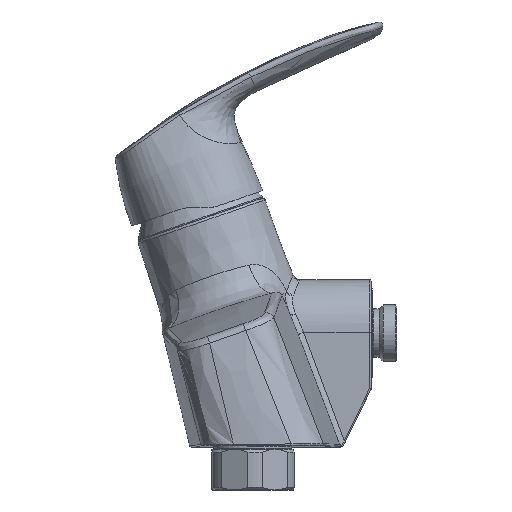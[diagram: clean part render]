
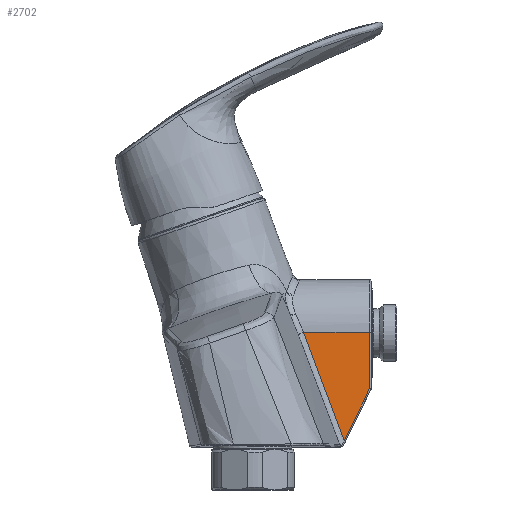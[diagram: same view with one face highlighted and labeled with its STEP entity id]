
A CAD part, left-side view. The second image highlights one B-rep face of the part: STEP entity #2702.
In plain terms, the highlighted planar face has unit normal (-1, 0, 0.018).
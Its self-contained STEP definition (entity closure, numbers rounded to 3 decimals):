
#631 = CARTESIAN_POINT ( 'NONE',  ( -20.587, -34.035, 18.384 ) ) ;
#796 = DIRECTION ( 'NONE',  ( 0.017, 0., 1. ) ) ;
#1267 = CARTESIAN_POINT ( 'NONE',  ( -20.587, -34.035, 18.384 ) ) ;
#1574 = DIRECTION ( 'NONE',  ( -0.016, 0.442, -0.897 ) ) ;
#2702 = ADVANCED_FACE ( 'NONE', ( #9964 ), #13086, .T. ) ;
#3187 = CARTESIAN_POINT ( 'NONE',  ( -19.89, -19.012, 58.295 ) ) ;
#3807 = B_SPLINE_CURVE_WITH_KNOTS ( 'NONE', 3,
 ( #1267, #6861, #8265, #17522 ),
 .UNSPECIFIED., .F., .F.,
 ( 4, 4 ),
 ( 0., 1. ),
 .UNSPECIFIED. ) ;
#5260 = AXIS2_PLACEMENT_3D ( 'NONE', #9005, #14375, #6239 ) ;
#5644 = VERTEX_POINT ( 'NONE', #3187 ) ;
#6205 = VECTOR ( 'NONE', #796, 1000. ) ;
#6239 = DIRECTION ( 'NONE',  ( 0.017, 0., 1. ) ) ;
#6433 = LINE ( 'NONE', #9142, #6205 ) ;
#6575 = EDGE_CURVE ( 'NONE', #5644, #15381, #15084, .T. ) ;
#6861 = CARTESIAN_POINT ( 'NONE',  ( -20.352, -29.371, 31.814 ) ) ;
#7018 = EDGE_LOOP ( 'NONE', ( #15641, #14591, #10241, #16417 ) ) ;
#7158 = VERTEX_POINT ( 'NONE', #631 ) ;
#7754 = EDGE_CURVE ( 'NONE', #11547, #7158, #13059, .T. ) ;
#8100 = EDGE_CURVE ( 'NONE', #7158, #5644, #3807, .T. ) ;
#8265 = CARTESIAN_POINT ( 'NONE',  ( -20.12, -24.362, 45.124 ) ) ;
#9005 = CARTESIAN_POINT ( 'NONE',  ( -19.89, 499885.839, 58.295 ) ) ;
#9142 = CARTESIAN_POINT ( 'NONE',  ( -19.89, -43.379, 58.295 ) ) ;
#9964 = FACE_OUTER_BOUND ( 'NONE', #7018, .T. ) ;
#10241 = ORIENTED_EDGE ( 'NONE', *, *, #8100, .F. ) ;
#10326 = CARTESIAN_POINT ( 'NONE',  ( -19.89, 499885.839, 58.295 ) ) ;
#10995 = EDGE_CURVE ( 'NONE', #11547, #15381, #6433, .T. ) ;
#11486 = CARTESIAN_POINT ( 'NONE',  ( -20.255, -43.379, 37.363 ) ) ;
#11547 = VERTEX_POINT ( 'NONE', #11486 ) ;
#12863 = VECTOR ( 'NONE', #1574, 1000. ) ;
#13059 = LINE ( 'NONE', #16448, #12863 ) ;
#13086 = PLANE ( 'NONE',  #5260 ) ;
#13198 = CARTESIAN_POINT ( 'NONE',  ( -19.89, -43.379, 58.295 ) ) ;
#14375 = DIRECTION ( 'NONE',  ( -1., 0., 0.017 ) ) ;
#14591 = ORIENTED_EDGE ( 'NONE', *, *, #6575, .F. ) ;
#14882 = VECTOR ( 'NONE', #15571, 1000. ) ;
#15084 = LINE ( 'NONE', #10326, #14882 ) ;
#15381 = VERTEX_POINT ( 'NONE', #13198 ) ;
#15571 = DIRECTION ( 'NONE',  ( 0., -1., 0. ) ) ;
#15641 = ORIENTED_EDGE ( 'NONE', *, *, #10995, .T. ) ;
#16417 = ORIENTED_EDGE ( 'NONE', *, *, #7754, .F. ) ;
#16448 = CARTESIAN_POINT ( 'NONE',  ( -20.587, -34.035, 18.384 ) ) ;
#17522 = CARTESIAN_POINT ( 'NONE',  ( -19.89, -19.012, 58.295 ) ) ;
